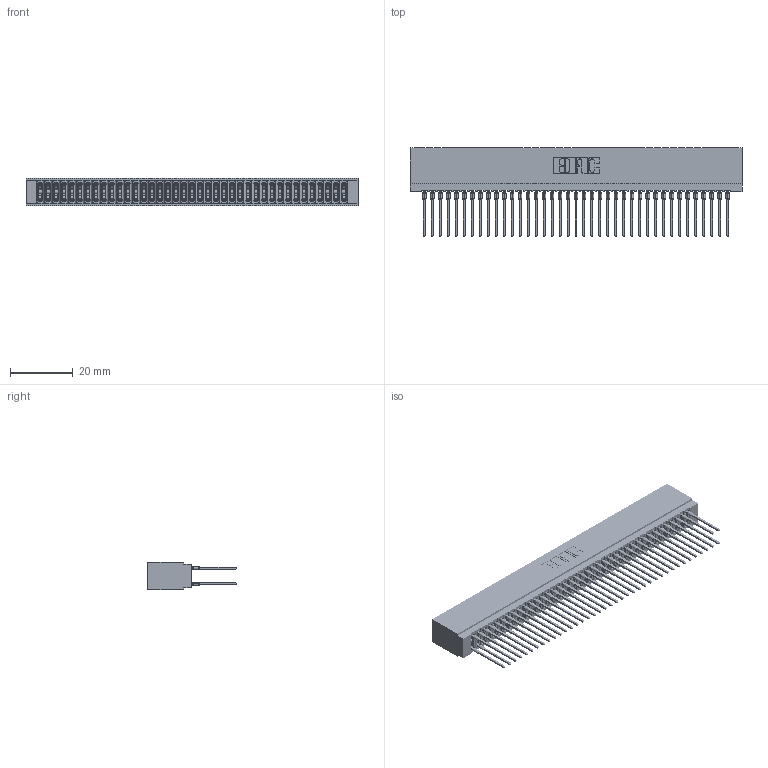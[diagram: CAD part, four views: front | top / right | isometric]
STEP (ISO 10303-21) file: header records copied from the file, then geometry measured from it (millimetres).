
FILE_DESCRIPTION (( 'STEP AP203' ), '1' );
FILE_NAME ('725-078-545-201.STEP', '2026-02-24T18:58:01', ( '' ), ( '' ), 'SwSTEP 2.0', 'SolidWorks 2023', '' );
FILE_SCHEMA (( 'CONFIG_CONTROL_DESIGN' ));
Length unit declared in the file: millimetre
Products named in the file (3): 745-292-001_545; 725 Part_Insulator Option - 01; 725-078-545-201
Assembly tree (79 placements, depth 2):
  725-078-545-201
    725 Part_Insulator Option - 01
    745-292-001_545  x78
Bounding box: 105.66 x 28.21 x 8.89 mm (x, y, z)
Volume: 8668.5 mm3; surface area: 19436.3 mm2
Topology: 79 solids, 79 shells, 7076 faces, 19013 edges, 11946 vertices
Faces by surface type: plane 3643, bspline 1560, cylinder 1405, torus 468
Entity records: 66031 total; most frequent: CARTESIAN_POINT 11955, ORIENTED_EDGE 11384, DIRECTION 9950, EDGE_CURVE 5692, LINE 5276, VECTOR 5276, VERTEX_POINT 3630, AXIS2_PLACEMENT_3D 2337
